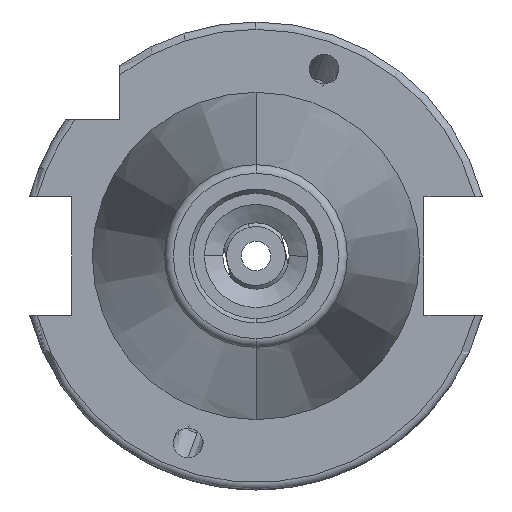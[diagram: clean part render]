
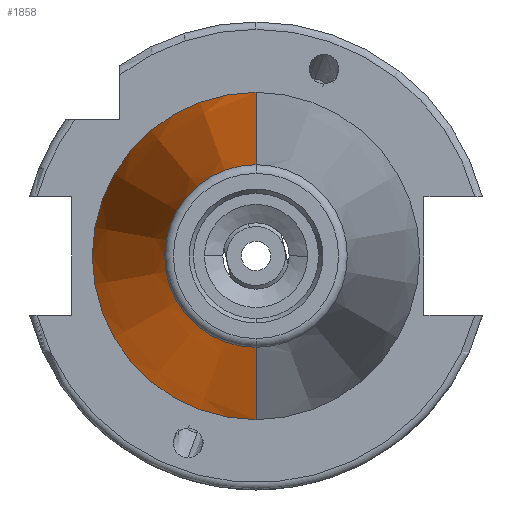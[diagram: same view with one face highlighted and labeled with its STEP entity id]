
A CAD part, left-side view. The second image highlights one B-rep face of the part: STEP entity #1858.
In plain terms, the highlighted conical face has half-angle 8.297 degrees and reference radius 22.225 mm.
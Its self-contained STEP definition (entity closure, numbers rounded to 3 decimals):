
#119 = CARTESIAN_POINT ( 'NONE',  ( -67.373, 12.4, 0. ) ) ;
#378 = ORIENTED_EDGE ( 'NONE', *, *, #6085, .T. ) ;
#754 = CARTESIAN_POINT ( 'NONE',  ( 0., 22.225, 0. ) ) ;
#805 = CONICAL_SURFACE ( 'NONE', #3722, 22.225, 0.145 ) ;
#1050 = CARTESIAN_POINT ( 'NONE',  ( 0., 0., 0. ) ) ;
#1270 = ORIENTED_EDGE ( 'NONE', *, *, #2837, .T. ) ;
#1284 = EDGE_LOOP ( 'NONE', ( #3609, #378, #1270, #5507 ) ) ;
#1299 = AXIS2_PLACEMENT_3D ( 'NONE', #2457, #7066, #3135 ) ;
#1768 = DIRECTION ( 'NONE',  ( 0., -1., 0. ) ) ;
#1858 = ADVANCED_FACE ( 'NONE', ( #8088 ), #805, .T. ) ;
#2009 = VERTEX_POINT ( 'NONE', #119 ) ;
#2426 = CIRCLE ( 'NONE', #6771, 22.225 ) ;
#2457 = CARTESIAN_POINT ( 'NONE',  ( -67.373, 0., 0. ) ) ;
#2510 = LINE ( 'NONE', #8186, #7345 ) ;
#2837 = EDGE_CURVE ( 'NONE', #4490, #8337, #2426, .T. ) ;
#2858 = DIRECTION ( 'NONE',  ( 1., 0., 0. ) ) ;
#3135 = DIRECTION ( 'NONE',  ( 0., -1., 0. ) ) ;
#3542 = CARTESIAN_POINT ( 'NONE',  ( 0., -22.225, 0. ) ) ;
#3609 = ORIENTED_EDGE ( 'NONE', *, *, #6154, .F. ) ;
#3722 = AXIS2_PLACEMENT_3D ( 'NONE', #8055, #2858, #7515 ) ;
#3838 = CARTESIAN_POINT ( 'NONE',  ( -67.373, -12.4, 0. ) ) ;
#3951 = LINE ( 'NONE', #8266, #7241 ) ;
#4490 = VERTEX_POINT ( 'NONE', #3542 ) ;
#5034 = DIRECTION ( 'NONE',  ( 0.99, -0.144, 0. ) ) ;
#5097 = VERTEX_POINT ( 'NONE', #3838 ) ;
#5288 = CIRCLE ( 'NONE', #1299, 12.4 ) ;
#5477 = EDGE_CURVE ( 'NONE', #2009, #8337, #2510, .T. ) ;
#5507 = ORIENTED_EDGE ( 'NONE', *, *, #5477, .F. ) ;
#5608 = DIRECTION ( 'NONE',  ( 0.99, 0.144, 0. ) ) ;
#5736 = DIRECTION ( 'NONE',  ( -1., 0., 0. ) ) ;
#6085 = EDGE_CURVE ( 'NONE', #5097, #4490, #3951, .T. ) ;
#6154 = EDGE_CURVE ( 'NONE', #5097, #2009, #5288, .T. ) ;
#6771 = AXIS2_PLACEMENT_3D ( 'NONE', #1050, #5736, #1768 ) ;
#7066 = DIRECTION ( 'NONE',  ( -1., 0., 0. ) ) ;
#7241 = VECTOR ( 'NONE', #5034, 1000. ) ;
#7345 = VECTOR ( 'NONE', #5608, 1000. ) ;
#7515 = DIRECTION ( 'NONE',  ( 0., 1., 0. ) ) ;
#8055 = CARTESIAN_POINT ( 'NONE',  ( 0., 0., 0. ) ) ;
#8088 = FACE_OUTER_BOUND ( 'NONE', #1284, .T. ) ;
#8186 = CARTESIAN_POINT ( 'NONE',  ( 0., 22.225, 0. ) ) ;
#8266 = CARTESIAN_POINT ( 'NONE',  ( 0., -22.225, 0. ) ) ;
#8337 = VERTEX_POINT ( 'NONE', #754 ) ;
